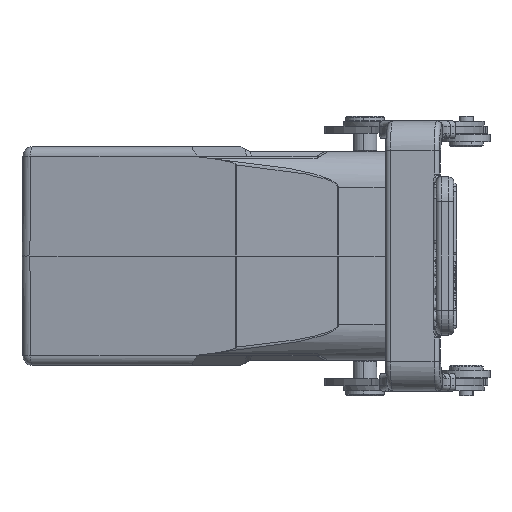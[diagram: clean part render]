
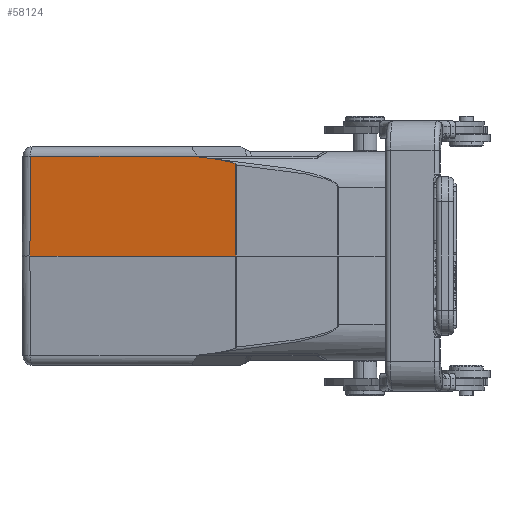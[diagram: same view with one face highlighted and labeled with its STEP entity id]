
A CAD part, left-side view. The second image highlights one B-rep face of the part: STEP entity #58124.
In plain terms, the highlighted planar face has unit normal (-0.982, 0.191, 0.009).
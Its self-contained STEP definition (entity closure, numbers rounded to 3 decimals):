
#17444=DIRECTION('',(0.191,0.982,0.));
#17445=VECTOR('',#17444,34.889);
#17446=CARTESIAN_POINT('',(-43.023,7.954,
20.517));
#17447=LINE('',#17446,#17445);
#17453=DIRECTION('',(0.007,-0.009,1.));
#17454=VECTOR('',#17453,20.519);
#17455=CARTESIAN_POINT('',(-36.514,42.382,
0.));
#17456=LINE('',#17455,#17454);
#17457=DIRECTION('',(-0.13,-0.634,-0.763));
#17458=VECTOR('',#17457,0.221);
#17459=CARTESIAN_POINT('',(-43.023,7.954,
20.517));
#17460=LINE('',#17459,#17458);
#17472=DIRECTION('',(0.009,-0.001,1.));
#17473=VECTOR('',#17472,18.832);
#17474=CARTESIAN_POINT('',(-44.742,0.05,
0.));
#17475=LINE('',#17474,#17473);
#17488=CARTESIAN_POINT('',(-44.58,0.023,
18.831));
#17489=CARTESIAN_POINT('',(-44.57,0.073,
18.886));
#17490=CARTESIAN_POINT('',(-44.543,0.206,
18.973));
#17491=CARTESIAN_POINT('',(-44.493,0.458,
19.084));
#17492=CARTESIAN_POINT('',(-44.425,0.804,
19.208));
#17493=CARTESIAN_POINT('',(-44.375,1.059,
19.281));
#17494=CARTESIAN_POINT('',(-44.318,1.346,
19.357));
#17495=CARTESIAN_POINT('',(-44.252,1.681,
19.438));
#17496=CARTESIAN_POINT('',(-44.176,2.069,
19.524));
#17497=CARTESIAN_POINT('',(-44.087,2.521,
19.616));
#17498=CARTESIAN_POINT('',(-43.985,3.043,
19.713));
#17499=CARTESIAN_POINT('',(-43.904,3.458,
19.783));
#17500=CARTESIAN_POINT('',(-43.861,3.676,
19.818));
#17517=CARTESIAN_POINT('',(-43.861,3.676,
19.818));
#17518=CARTESIAN_POINT('',(-43.815,3.912,
19.855));
#17519=CARTESIAN_POINT('',(-43.724,4.38,
19.928));
#17520=CARTESIAN_POINT('',(-43.582,5.101,
20.035));
#17521=CARTESIAN_POINT('',(-43.487,5.586,
20.103));
#17522=CARTESIAN_POINT('',(-43.44,5.83,
20.136));
#17632=DIRECTION('',(-0.191,-0.982,0.));
#17633=VECTOR('',#17632,43.124);
#17634=CARTESIAN_POINT('',(-36.514,42.382,
0.));
#17635=LINE('',#17634,#17633);
#18215=CARTESIAN_POINT('',(-43.44,5.83,
20.136));
#18216=CARTESIAN_POINT('',(-43.311,6.489,
20.227));
#18217=CARTESIAN_POINT('',(-43.181,7.151,
20.296));
#18218=CARTESIAN_POINT('',(-43.052,7.814,20.349));
#22054=CARTESIAN_POINT('',(-44.742,0.05,
0.));
#22055=CARTESIAN_POINT('',(-44.58,0.023,
18.831));
#22056=VERTEX_POINT('',#22054);
#22057=VERTEX_POINT('',#22055);
#22058=CARTESIAN_POINT('',(-36.514,42.382,
0.));
#22059=VERTEX_POINT('',#22058);
#22060=CARTESIAN_POINT('',(-36.366,42.203,
20.517));
#22061=VERTEX_POINT('',#22060);
#22062=CARTESIAN_POINT('',(-43.023,7.954,
20.517));
#22063=VERTEX_POINT('',#22062);
#22064=CARTESIAN_POINT('',(-43.052,7.814,20.349));
#22065=VERTEX_POINT('',#22064);
#22066=VERTEX_POINT('',#18215);
#22067=VERTEX_POINT('',#17517);
#58103=CARTESIAN_POINT('',(-46.119,-7.035,0.));
#58104=DIRECTION('',(-0.982,0.191,0.009));
#58105=DIRECTION('',(-0.191,-0.982,0.));
#58106=AXIS2_PLACEMENT_3D('',#58103,#58104,#58105);
#58107=PLANE('',#58106);
#58109=ORIENTED_EDGE('',*,*,#58108,.F.);
#58111=ORIENTED_EDGE('',*,*,#58110,.F.);
#58113=ORIENTED_EDGE('',*,*,#58112,.T.);
#58114=ORIENTED_EDGE('',*,*,#58094,.F.);
#58115=ORIENTED_EDGE('',*,*,#56967,.T.);
#58117=ORIENTED_EDGE('',*,*,#58116,.F.);
#58119=ORIENTED_EDGE('',*,*,#58118,.F.);
#58121=ORIENTED_EDGE('',*,*,#58120,.F.);
#58122=EDGE_LOOP('',(#58109,#58111,#58113,#58114,#58115,#58117,#58119,#58121));
#58123=FACE_OUTER_BOUND('',#58122,.F.);
#58124=ADVANCED_FACE('',(#58123),#58107,.T.);
#17501=B_SPLINE_CURVE_WITH_KNOTS('',3,(#17488,#17489,#17490,#17491,#17492,
#17493,#17494,#17495,#17496,#17497,#17498,#17499,#17500),.UNSPECIFIED.,.F.,.F.,(
4,1,1,1,1,1,1,1,1,1,4),(0.,0.1,0.2,0.3,0.4,0.5,0.6,0.7,0.8,
0.9,1.),.UNSPECIFIED.);
#17523=B_SPLINE_CURVE_WITH_KNOTS('',3,(#17517,#17518,#17519,#17520,#17521,
#17522),.UNSPECIFIED.,.F.,.F.,(4,1,1,4),(0.,0.333,
0.667,1.),.UNSPECIFIED.);
#18219=B_SPLINE_CURVE_WITH_KNOTS('',3,(#18215,#18216,#18217,#18218),
.UNSPECIFIED.,.F.,.F.,(4,4),(0.,1.),.UNSPECIFIED.);
#56967=EDGE_CURVE('',#22063,#22065,#17460,.T.);
#58094=EDGE_CURVE('',#22063,#22061,#17447,.T.);
#58108=EDGE_CURVE('',#22056,#22057,#17475,.T.);
#58110=EDGE_CURVE('',#22059,#22056,#17635,.T.);
#58112=EDGE_CURVE('',#22059,#22061,#17456,.T.);
#58116=EDGE_CURVE('',#22066,#22065,#18219,.T.);
#58118=EDGE_CURVE('',#22067,#22066,#17523,.T.);
#58120=EDGE_CURVE('',#22057,#22067,#17501,.T.);
